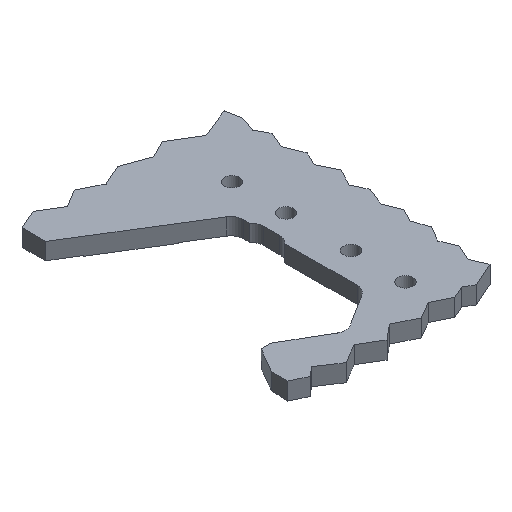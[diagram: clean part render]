
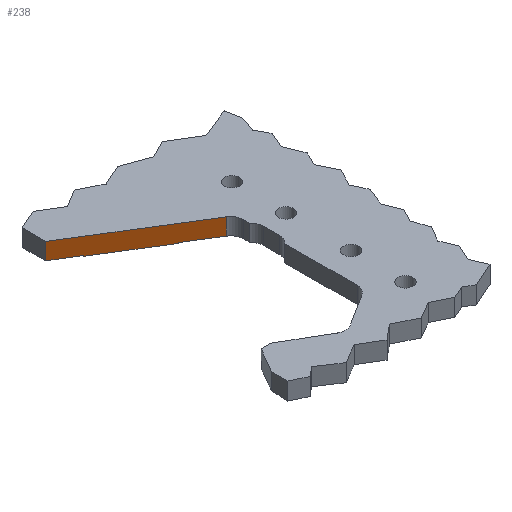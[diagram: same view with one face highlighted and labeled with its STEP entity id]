
A CAD part, isometric view. The second image highlights one B-rep face of the part: STEP entity #238.
In plain terms, the highlighted planar face has unit normal (-0.525, -0.851, 0).
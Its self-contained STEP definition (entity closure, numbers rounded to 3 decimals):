
#238=ADVANCED_FACE('',(#2153),#2155,.T.);
#2153=FACE_BOUND('',#2154,.T.);
#2154=EDGE_LOOP('',(#3659,#3660,#3661,#3662,#3663,#3664,#3665,#3666));
#2155=PLANE('',#2156);
#2156=AXIS2_PLACEMENT_3D('',#2157,#2158,#2159);
#2157=CARTESIAN_POINT('',(-39.365,-81.648,-3.65));
#2158=DIRECTION('',(-0.525,-0.851,-0.));
#2159=DIRECTION('',(-0.851,0.525,0.));
#3659=ORIENTED_EDGE('',*,*,#4865,.T.);
#3660=ORIENTED_EDGE('',*,*,#4895,.F.);
#3661=ORIENTED_EDGE('',*,*,#4896,.F.);
#3662=ORIENTED_EDGE('',*,*,#4864,.F.);
#3663=ORIENTED_EDGE('',*,*,#4870,.F.);
#3664=ORIENTED_EDGE('',*,*,#4897,.T.);
#3665=ORIENTED_EDGE('',*,*,#4888,.T.);
#3666=ORIENTED_EDGE('',*,*,#4898,.T.);
#4864=EDGE_CURVE('',#5533,#5526,#5535,.T.);
#4865=EDGE_CURVE('',#5536,#5537,#5538,.T.);
#4870=EDGE_CURVE('',#5543,#5533,#5545,.T.);
#4888=EDGE_CURVE('',#5577,#5574,#5578,.T.);
#4895=EDGE_CURVE('',#5588,#5537,#5589,.T.);
#4896=EDGE_CURVE('',#5526,#5588,#5590,.T.);
#4897=EDGE_CURVE('',#5543,#5577,#5591,.T.);
#4898=EDGE_CURVE('',#5574,#5536,#5592,.T.);
#5526=VERTEX_POINT('',#6662);
#5533=VERTEX_POINT('',#6675);
#5535=LINE('',#6679,#6680);
#5536=VERTEX_POINT('',#6682);
#5537=VERTEX_POINT('',#6683);
#5538=LINE('',#6684,#6685);
#5543=VERTEX_POINT('',#6699);
#5545=LINE('',#6703,#6704);
#5574=VERTEX_POINT('',#6766);
#5577=VERTEX_POINT('',#6771);
#5578=LINE('',#6772,#6773);
#5588=VERTEX_POINT('',#6796);
#5589=LINE('',#6797,#6798);
#5590=LINE('',#6800,#6801);
#5591=LINE('',#6803,#6804);
#5592=LINE('',#6806,#6807);
#6662=CARTESIAN_POINT('',(-46.65,-77.15,-5.19));
#6675=CARTESIAN_POINT('',(-44.5,-78.478,-5.19));
#6679=CARTESIAN_POINT('',(-44.5,-78.478,-5.19));
#6680=VECTOR('',#6681,1.);
#6681=DIRECTION('',(-0.851,0.525,0.));
#6682=CARTESIAN_POINT('',(-36.37,-83.498,-5.19));
#6683=CARTESIAN_POINT('',(-36.37,-83.498,-3.65));
#6684=CARTESIAN_POINT('',(-36.37,-83.498,-5.19));
#6685=VECTOR('',#6686,1.);
#6686=DIRECTION('',(0.,0.,1.));
#6699=CARTESIAN_POINT('',(-44.5,-78.478,-5.25));
#6703=CARTESIAN_POINT('',(-44.5,-78.478,-5.25));
#6704=VECTOR('',#6705,1.);
#6705=DIRECTION('',(0.,0.,1.));
#6766=CARTESIAN_POINT('',(-39.098,-81.814,-5.19));
#6771=CARTESIAN_POINT('',(-39.098,-81.814,-5.25));
#6772=CARTESIAN_POINT('',(-39.098,-81.814,-5.25));
#6773=VECTOR('',#6774,1.);
#6774=DIRECTION('',(0.,0.,1.));
#6796=CARTESIAN_POINT('',(-46.65,-77.15,-3.65));
#6797=CARTESIAN_POINT('',(-46.65,-77.15,-3.65));
#6798=VECTOR('',#6799,1.);
#6799=DIRECTION('',(0.851,-0.525,0.));
#6800=CARTESIAN_POINT('',(-46.65,-77.15,-5.19));
#6801=VECTOR('',#6802,1.);
#6802=DIRECTION('',(0.,0.,1.));
#6803=CARTESIAN_POINT('',(-44.5,-78.478,-5.25));
#6804=VECTOR('',#6805,1.);
#6805=DIRECTION('',(0.851,-0.525,0.));
#6806=CARTESIAN_POINT('',(-39.098,-81.814,-5.19));
#6807=VECTOR('',#6808,1.);
#6808=DIRECTION('',(0.851,-0.525,0.));
